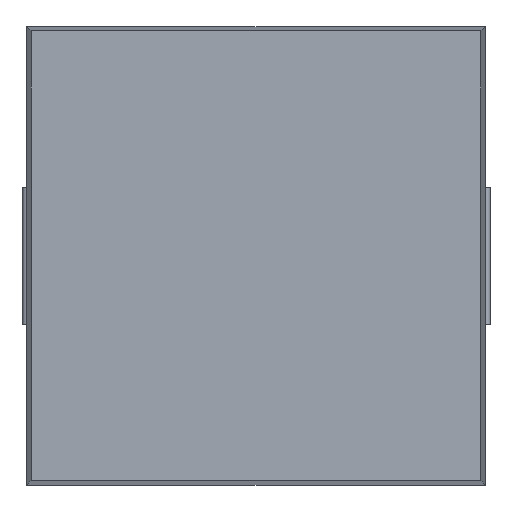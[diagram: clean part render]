
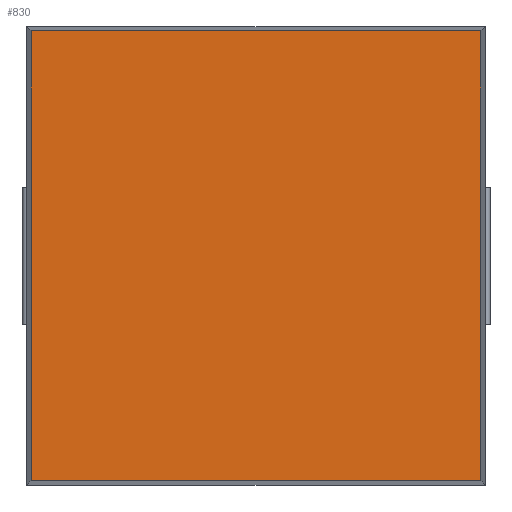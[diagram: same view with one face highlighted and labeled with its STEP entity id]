
A CAD part, top view. The second image highlights one B-rep face of the part: STEP entity #830.
In plain terms, the highlighted planar face has unit normal (0, 0, 1).
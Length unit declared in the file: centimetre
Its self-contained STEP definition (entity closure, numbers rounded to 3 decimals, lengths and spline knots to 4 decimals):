
#5 = DIRECTION ( 'NONE',  ( 0., 1., 0. ) ) ;
#46 = CARTESIAN_POINT ( 'NONE',  ( -0.4902, 0.4902, 0.4 ) ) ;
#92 = CARTESIAN_POINT ( 'NONE',  ( 0.4902, -0.4902, 0.4 ) ) ;
#97 = DIRECTION ( 'NONE',  ( 0., 1., 0. ) ) ;
#106 = VECTOR ( 'NONE', #5, 100. ) ;
#185 = DIRECTION ( 'NONE',  ( 1., 0., 0. ) ) ;
#277 = CARTESIAN_POINT ( 'NONE',  ( 0.4902, -0.5, 0.4 ) ) ;
#297 = ORIENTED_EDGE ( 'NONE', *, *, #1057, .T. ) ;
#350 = VERTEX_POINT ( 'NONE', #1077 ) ;
#379 = AXIS2_PLACEMENT_3D ( 'NONE', #633, #533, #1229 ) ;
#387 = CARTESIAN_POINT ( 'NONE',  ( -0.4902, -0.5, 0.4 ) ) ;
#417 = VECTOR ( 'NONE', #967, 100. ) ;
#418 = VECTOR ( 'NONE', #185, 100. ) ;
#424 = FACE_OUTER_BOUND ( 'NONE', #850, .T. ) ;
#533 = DIRECTION ( 'NONE',  ( 0., 0., 1. ) ) ;
#536 = EDGE_CURVE ( 'NONE', #756, #350, #1066, .T. ) ;
#567 = EDGE_CURVE ( 'NONE', #1225, #756, #1150, .T. ) ;
#633 = CARTESIAN_POINT ( 'NONE',  ( -0.5, -0.5, 0.4 ) ) ;
#638 = PLANE ( 'NONE',  #379 ) ;
#665 = LINE ( 'NONE', #277, #106 ) ;
#756 = VERTEX_POINT ( 'NONE', #46 ) ;
#773 = CARTESIAN_POINT ( 'NONE',  ( -0.5, 0.4902, 0.4 ) ) ;
#830 = ADVANCED_FACE ( 'NONE', ( #424 ), #638, .T. ) ;
#831 = VECTOR ( 'NONE', #97, 100. ) ;
#850 = EDGE_LOOP ( 'NONE', ( #1140, #1106, #297, #976 ) ) ;
#855 = LINE ( 'NONE', #1185, #418 ) ;
#939 = CARTESIAN_POINT ( 'NONE',  ( -0.4902, -0.4902, 0.4 ) ) ;
#967 = DIRECTION ( 'NONE',  ( 1., 0., 0. ) ) ;
#976 = ORIENTED_EDGE ( 'NONE', *, *, #536, .F. ) ;
#1057 = EDGE_CURVE ( 'NONE', #1125, #350, #665, .T. ) ;
#1066 = LINE ( 'NONE', #773, #417 ) ;
#1077 = CARTESIAN_POINT ( 'NONE',  ( 0.4902, 0.4902, 0.4 ) ) ;
#1098 = EDGE_CURVE ( 'NONE', #1225, #1125, #855, .T. ) ;
#1106 = ORIENTED_EDGE ( 'NONE', *, *, #1098, .T. ) ;
#1125 = VERTEX_POINT ( 'NONE', #92 ) ;
#1140 = ORIENTED_EDGE ( 'NONE', *, *, #567, .F. ) ;
#1150 = LINE ( 'NONE', #387, #831 ) ;
#1185 = CARTESIAN_POINT ( 'NONE',  ( -0.5, -0.4902, 0.4 ) ) ;
#1225 = VERTEX_POINT ( 'NONE', #939 ) ;
#1229 = DIRECTION ( 'NONE',  ( 1., 0., 0. ) ) ;
